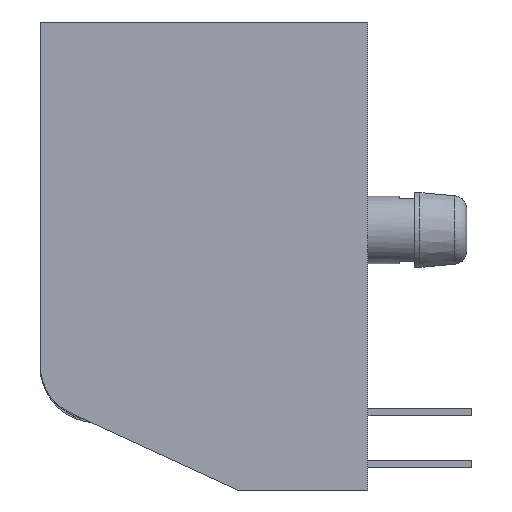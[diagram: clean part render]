
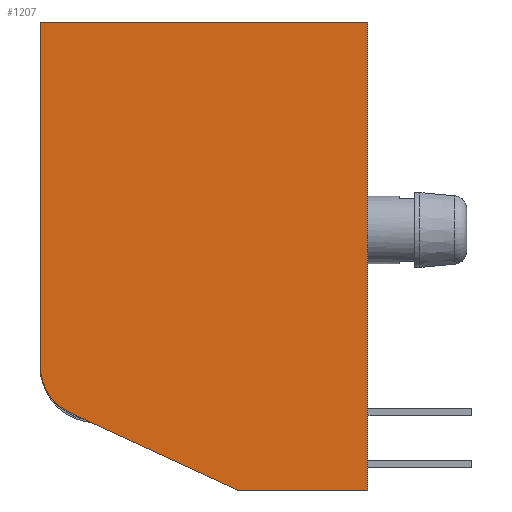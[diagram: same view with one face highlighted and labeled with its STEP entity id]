
A CAD part, left-side view. The second image highlights one B-rep face of the part: STEP entity #1207.
In plain terms, the highlighted planar face has unit normal (-1, 0, 0).
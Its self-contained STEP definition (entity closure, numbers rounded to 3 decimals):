
#154 = CARTESIAN_POINT ( 'NONE',  ( -6.5, 12.6, -14.5 ) ) ;
#402 = ORIENTED_EDGE ( 'NONE', *, *, #10641, .F. ) ;
#1198 = VERTEX_POINT ( 'NONE', #9411 ) ;
#1207 = ADVANCED_FACE ( 'NONE', ( #10528 ), #1523, .T. ) ;
#1523 = PLANE ( 'NONE',  #8303 ) ;
#1851 = DIRECTION ( 'NONE',  ( -1., 0., 0. ) ) ;
#1928 = VECTOR ( 'NONE', #12828, 1000. ) ;
#1942 = CARTESIAN_POINT ( 'NONE',  ( -6.5, 0., 0. ) ) ;
#2527 = DIRECTION ( 'NONE',  ( 0., 0., 1. ) ) ;
#2715 = CARTESIAN_POINT ( 'NONE',  ( -6.5, 5., -18. ) ) ;
#3029 = VECTOR ( 'NONE', #5162, 1000. ) ;
#3341 = LINE ( 'NONE', #154, #3029 ) ;
#4133 = EDGE_CURVE ( 'NONE', #5378, #6382, #7258, .T. ) ;
#4148 = EDGE_CURVE ( 'NONE', #4625, #6868, #9567, .T. ) ;
#4457 = VERTEX_POINT ( 'NONE', #4989 ) ;
#4625 = VERTEX_POINT ( 'NONE', #7243 ) ;
#4789 = EDGE_LOOP ( 'NONE', ( #402, #8912, #9385, #6501, #7173, #7164 ) ) ;
#4989 = CARTESIAN_POINT ( 'NONE',  ( -6.5, 5., -18. ) ) ;
#5162 = DIRECTION ( 'NONE',  ( 0., 0.908, 0.418 ) ) ;
#5378 = VERTEX_POINT ( 'NONE', #11390 ) ;
#5601 = DIRECTION ( 'NONE',  ( 0., 0., 1. ) ) ;
#6264 = VECTOR ( 'NONE', #9631, 1000. ) ;
#6378 = EDGE_CURVE ( 'NONE', #6382, #4457, #10599, .T. ) ;
#6382 = VERTEX_POINT ( 'NONE', #8663 ) ;
#6474 = CARTESIAN_POINT ( 'NONE',  ( -6.5, 0., 0. ) ) ;
#6501 = ORIENTED_EDGE ( 'NONE', *, *, #6378, .F. ) ;
#6868 = VERTEX_POINT ( 'NONE', #11580 ) ;
#7069 = LINE ( 'NONE', #10532, #9370 ) ;
#7164 = ORIENTED_EDGE ( 'NONE', *, *, #10816, .F. ) ;
#7173 = ORIENTED_EDGE ( 'NONE', *, *, #4133, .F. ) ;
#7243 = CARTESIAN_POINT ( 'NONE',  ( -6.5, 12.6, -13.219 ) ) ;
#7258 = LINE ( 'NONE', #12699, #12202 ) ;
#7770 = DIRECTION ( 'NONE',  ( 0., 0., -1. ) ) ;
#7812 = CARTESIAN_POINT ( 'NONE',  ( -6.5, 10.6, -13.219 ) ) ;
#8303 = AXIS2_PLACEMENT_3D ( 'NONE', #6474, #8479, #2527 ) ;
#8479 = DIRECTION ( 'NONE',  ( -1., 0., 0. ) ) ;
#8663 = CARTESIAN_POINT ( 'NONE',  ( -6.5, 0., -18. ) ) ;
#8802 = DIRECTION ( 'NONE',  ( 0., 0., 1. ) ) ;
#8912 = ORIENTED_EDGE ( 'NONE', *, *, #4148, .T. ) ;
#9370 = VECTOR ( 'NONE', #5601, 1000. ) ;
#9385 = ORIENTED_EDGE ( 'NONE', *, *, #10947, .F. ) ;
#9411 = CARTESIAN_POINT ( 'NONE',  ( -6.5, 12.6, 0. ) ) ;
#9567 = CIRCLE ( 'NONE', #10082, 2. ) ;
#9631 = DIRECTION ( 'NONE',  ( 0., 1., 0. ) ) ;
#10082 = AXIS2_PLACEMENT_3D ( 'NONE', #7812, #1851, #8802 ) ;
#10528 = FACE_OUTER_BOUND ( 'NONE', #4789, .T. ) ;
#10532 = CARTESIAN_POINT ( 'NONE',  ( -6.5, 12.6, 0. ) ) ;
#10599 = LINE ( 'NONE', #2715, #6264 ) ;
#10641 = EDGE_CURVE ( 'NONE', #4625, #1198, #7069, .T. ) ;
#10816 = EDGE_CURVE ( 'NONE', #1198, #5378, #12473, .T. ) ;
#10947 = EDGE_CURVE ( 'NONE', #4457, #6868, #3341, .T. ) ;
#11390 = CARTESIAN_POINT ( 'NONE',  ( -6.5, 0., 0. ) ) ;
#11580 = CARTESIAN_POINT ( 'NONE',  ( -6.5, 11.437, -15.036 ) ) ;
#12202 = VECTOR ( 'NONE', #7770, 1000. ) ;
#12473 = LINE ( 'NONE', #1942, #1928 ) ;
#12699 = CARTESIAN_POINT ( 'NONE',  ( -6.5, 0., -18. ) ) ;
#12828 = DIRECTION ( 'NONE',  ( 0., -1., 0. ) ) ;
